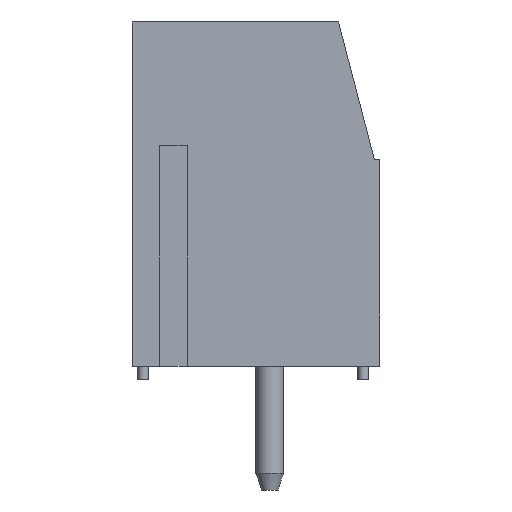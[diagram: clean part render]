
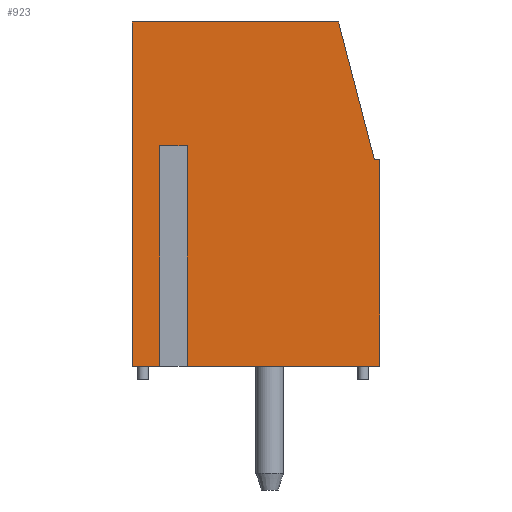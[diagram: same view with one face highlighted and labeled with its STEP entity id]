
A CAD part, left-side view. The second image highlights one B-rep face of the part: STEP entity #923.
In plain terms, the highlighted planar face has unit normal (-1, 0, 0).
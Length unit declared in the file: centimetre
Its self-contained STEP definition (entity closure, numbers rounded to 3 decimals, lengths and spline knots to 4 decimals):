
#204=VERTEX_POINT('',#1242);
#205=VERTEX_POINT('',#1244);
#208=VERTEX_POINT('',#1250);
#209=VERTEX_POINT('',#1251);
#211=VERTEX_POINT('',#1256);
#214=VERTEX_POINT('',#1266);
#255=VERTEX_POINT('',#1490);
#257=VERTEX_POINT('',#1496);
#259=VERTEX_POINT('',#1502);
#261=VERTEX_POINT('',#1508);
#277=VECTOR('',#1034,1.);
#284=VECTOR('',#1042,1.);
#288=VECTOR('',#1048,1.);
#289=VECTOR('',#1050,1.);
#324=VECTOR('',#1166,1.);
#327=VECTOR('',#1170,1.);
#330=VECTOR('',#1174,1.);
#333=VECTOR('',#1178,1.);
#335=VECTOR('',#1181,1.);
#351=LINE('',#1243,#277);
#358=LINE('',#1259,#284);
#362=LINE('',#1267,#288);
#363=LINE('',#1269,#289);
#398=LINE('',#1491,#324);
#401=LINE('',#1497,#327);
#404=LINE('',#1503,#330);
#407=LINE('',#1509,#333);
#409=LINE('',#1512,#335);
#431=EDGE_CURVE('',#204,#205,#351,.T.);
#435=EDGE_CURVE('',#208,#209,#351,.T.);
#440=EDGE_CURVE('',#211,#205,#358,.T.);
#444=EDGE_CURVE('',#208,#214,#362,.T.);
#445=EDGE_CURVE('',#214,#211,#363,.T.);
#504=EDGE_CURVE('',#255,#204,#398,.T.);
#507=EDGE_CURVE('',#257,#255,#401,.T.);
#510=EDGE_CURVE('',#259,#257,#404,.T.);
#513=EDGE_CURVE('',#261,#259,#407,.T.);
#515=EDGE_CURVE('',#209,#261,#409,.T.);
#720=ORIENTED_EDGE('',*,*,#440,.T.);
#721=ORIENTED_EDGE('',*,*,#431,.F.);
#722=ORIENTED_EDGE('',*,*,#504,.F.);
#723=ORIENTED_EDGE('',*,*,#507,.F.);
#724=ORIENTED_EDGE('',*,*,#510,.F.);
#725=ORIENTED_EDGE('',*,*,#513,.F.);
#726=ORIENTED_EDGE('',*,*,#515,.F.);
#727=ORIENTED_EDGE('',*,*,#435,.F.);
#728=ORIENTED_EDGE('',*,*,#444,.T.);
#729=ORIENTED_EDGE('',*,*,#445,.T.);
#800=EDGE_LOOP('',(#720,#721,#722,#723,#724,#725,#726,#727,#728,#729));
#871=FACE_BOUND('',#800,.T.);
#923=ADVANCED_FACE('',(#871),#1560,.F.);
#995=AXIS2_PLACEMENT_3D('',#1514,#1183,$);
#1034=DIRECTION('',(0.,1.,0.));
#1042=DIRECTION('',(0.,0.,-1.));
#1048=DIRECTION('',(0.,0.,1.));
#1050=DIRECTION('',(0.,-1.,0.));
#1166=DIRECTION('',(0.,0.,-1.));
#1170=DIRECTION('',(0.,-1.,0.));
#1174=DIRECTION('',(0.,-0.252,-0.968));
#1178=DIRECTION('',(0.,-1.,0.));
#1181=DIRECTION('',(0.,0.,1.));
#1183=DIRECTION('',(1.,0.,0.));
#1242=CARTESIAN_POINT('',(-0.254,-0.4,0.05));
#1243=CARTESIAN_POINT('',(-0.254,-0.4,0.05));
#1244=CARTESIAN_POINT('',(-0.254,0.3,0.05));
#1250=CARTESIAN_POINT('',(-0.254,0.4,0.05));
#1251=CARTESIAN_POINT('',(-0.254,0.5,0.05));
#1256=CARTESIAN_POINT('',(-0.254,0.3,0.85));
#1259=CARTESIAN_POINT('',(-0.254,0.3,0.3523));
#1266=CARTESIAN_POINT('',(-0.254,0.4,0.85));
#1267=CARTESIAN_POINT('',(-0.254,0.4,0.3523));
#1269=CARTESIAN_POINT('',(-0.254,0.21,0.85));
#1490=CARTESIAN_POINT('',(-0.254,-0.4,0.8));
#1491=CARTESIAN_POINT('',(-0.254,-0.4,0.8));
#1496=CARTESIAN_POINT('',(-0.254,-0.38,0.8));
#1497=CARTESIAN_POINT('',(-0.254,-0.38,0.8));
#1502=CARTESIAN_POINT('',(-0.254,-0.25,1.3));
#1503=CARTESIAN_POINT('',(-0.254,-0.25,1.3));
#1508=CARTESIAN_POINT('',(-0.254,0.5,1.3));
#1509=CARTESIAN_POINT('',(-0.254,0.5,1.3));
#1512=CARTESIAN_POINT('',(-0.254,0.5,0.05));
#1514=CARTESIAN_POINT('',(-0.254,0.07,0.6547));
#1560=PLANE('',#995);
